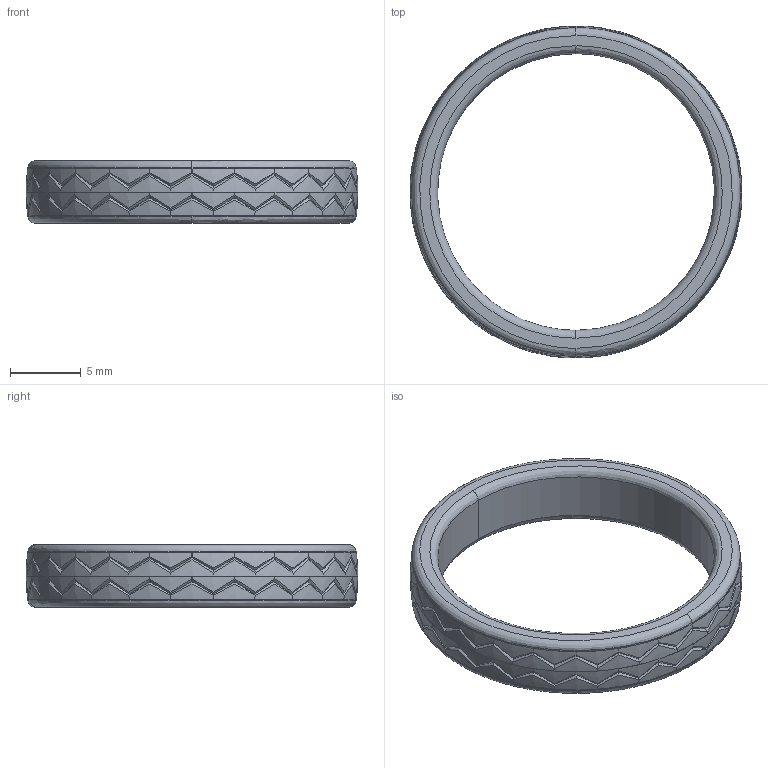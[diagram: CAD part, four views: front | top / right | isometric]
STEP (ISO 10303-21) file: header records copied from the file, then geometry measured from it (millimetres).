
FILE_DESCRIPTION(('FreeCAD Model'),'2;1');
FILE_NAME('Open CASCADE Shape Model','2025-04-27T18:13:44',('FreeCAD'),( 'FreeCAD'),'Open CASCADE STEP processor 7.6','FreeCAD','Unknown');
FILE_SCHEMA(('AUTOMOTIVE_DESIGN { 1 0 10303 214 1 1 1 1 }'));
Products named in the file (1): Open CASCADE STEP translator 7.6 1
Bounding box: 23.44 x 23.44 x 4.44 mm (x, y, z)
Volume: 545.6 mm3; surface area: 2252.4 mm2
Topology: 97 solids, 97 shells, 936 faces, 2112 edges, 1372 vertices
Faces by surface type: bspline 936
Entity records: 36414 total; most frequent: CARTESIAN_POINT 23465, ORIENTED_EDGE 4224, EDGE_CURVE 2112, B_SPLINE_CURVE_WITH_KNOTS 1540, VERTEX_POINT 1372, FACE_BOUND 940, EDGE_LOOP 940, ADVANCED_FACE 936
